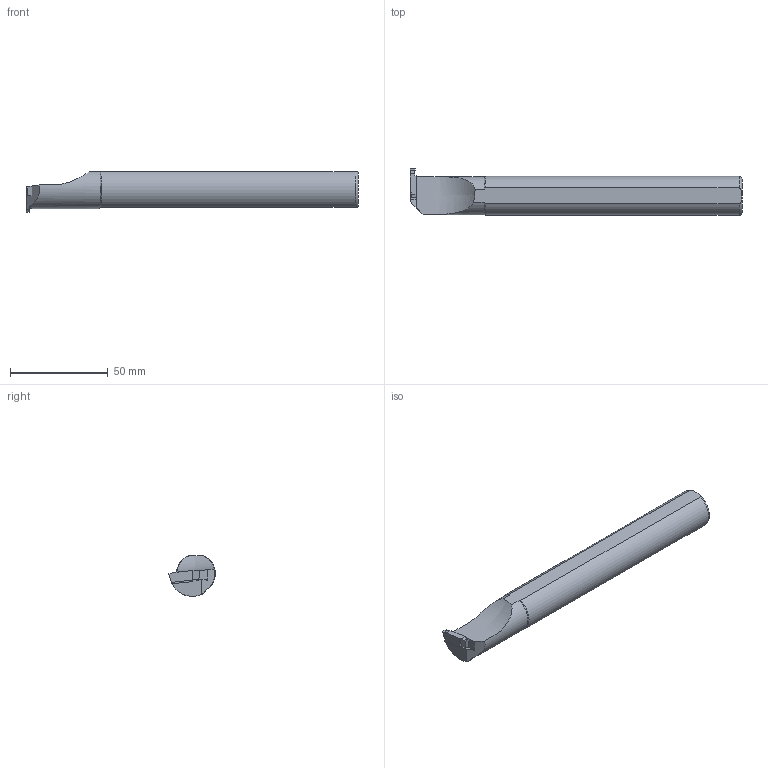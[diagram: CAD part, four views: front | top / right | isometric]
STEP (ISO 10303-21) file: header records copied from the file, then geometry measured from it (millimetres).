
FILE_DESCRIPTION(/* description */ (''),/* implementation_level */ '2;1');
FILE_NAME(/* name */ 'model1_1.stp',/* time_stamp */ '2023-10-10T22:39:14+03:00',/* author */ (''),/* organization */ (''),/* preprocessor_version */ 'ST-DEVELOPER v19.4',/* originating_system */ 'SIEMENS PLM Software NX2306.3001',/* authorisation */ '');
FILE_SCHEMA (('AUTOMOTIVE_DESIGN { 1 0 10303 214 3 1 1 1 }'));
Length unit declared in the file: millimetre
Products named in the file (1): model1_objects
Bounding box: 170 x 24 x 20.82 mm (x, y, z)
Volume: 48157.4 mm3; surface area: 11102.5 mm2
Topology: 2 solids, 2 shells, 35 faces, 91 edges, 60 vertices
Faces by surface type: plane 24, cylinder 6, torus 2, cone 2, bspline 1
Entity records: 1647 total; most frequent: CARTESIAN_POINT 522, ORIENTED_EDGE 178, DIRECTION 166, EDGE_CURVE 89, VERTEX_POINT 59, LINE 56, VECTOR 56, AXIS2_PLACEMENT_3D 55
